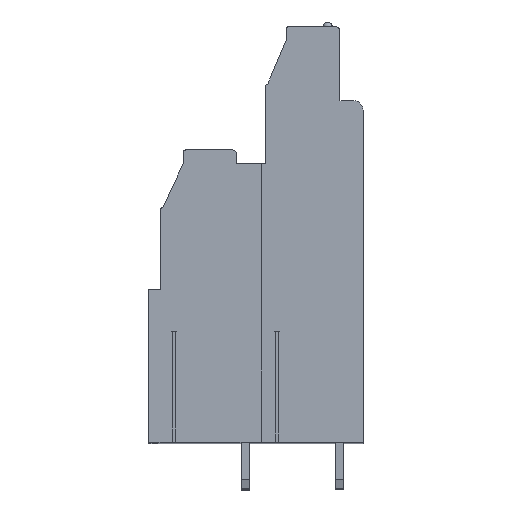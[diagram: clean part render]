
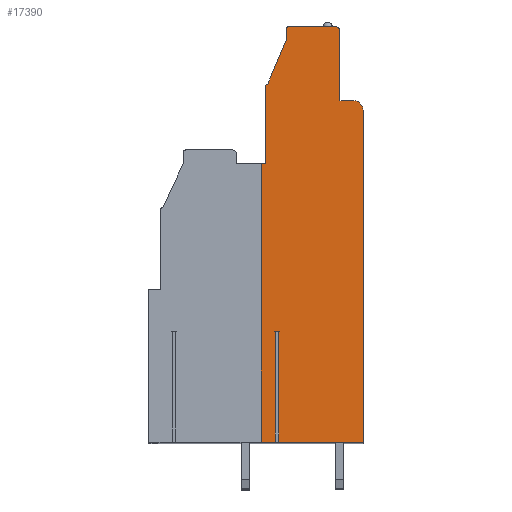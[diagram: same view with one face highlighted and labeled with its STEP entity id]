
A CAD part, top view. The second image highlights one B-rep face of the part: STEP entity #17390.
In plain terms, the highlighted planar face has unit normal (0, 0, 1).
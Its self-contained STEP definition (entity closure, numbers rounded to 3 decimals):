
#13=DIRECTION('',(1.,0.,0.));
#14=VECTOR('',#13,0.38);
#15=CARTESIAN_POINT('',(1.01,-18.05,93.98));
#16=LINE('',#15,#14);
#17=DIRECTION('',(0.,1.,0.));
#18=VECTOR('',#17,11.95);
#19=CARTESIAN_POINT('',(1.01,-30.,93.98));
#20=LINE('',#19,#18);
#21=DIRECTION('',(1.,0.,0.));
#22=VECTOR('',#21,1.51);
#23=CARTESIAN_POINT('',(-0.5,-30.,93.98));
#24=LINE('',#23,#22);
#25=DIRECTION('',(0.,1.,0.));
#26=VECTOR('',#25,30.);
#27=CARTESIAN_POINT('',(-0.5,-30.,93.98));
#28=LINE('',#27,#26);
#29=DIRECTION('',(-1.,0.,0.));
#30=VECTOR('',#29,0.5);
#31=CARTESIAN_POINT('',(0.,0.,93.98));
#32=LINE('',#31,#30);
#33=DIRECTION('',(0.,-1.,0.));
#34=VECTOR('',#33,8.4);
#35=CARTESIAN_POINT('',(0.,8.4,93.98));
#36=LINE('',#35,#34);
#37=CARTESIAN_POINT('',(0.2,8.4,93.98));
#38=DIRECTION('',(0.,0.,1.));
#39=DIRECTION('',(0.,1.,0.));
#40=AXIS2_PLACEMENT_3D('',#37,#38,#39);
#42=DIRECTION('',(-0.392,-0.92,0.));
#43=VECTOR('',#42,5.108);
#44=CARTESIAN_POINT('',(2.2,13.3,93.98));
#45=LINE('',#44,#43);
#46=DIRECTION('',(0.,-1.,0.));
#47=VECTOR('',#46,1.2);
#48=CARTESIAN_POINT('',(2.2,14.5,93.98));
#49=LINE('',#48,#47);
#50=CARTESIAN_POINT('',(2.5,14.5,93.98));
#51=DIRECTION('',(0.,0.,1.));
#52=DIRECTION('',(0.,1.,0.));
#53=AXIS2_PLACEMENT_3D('',#50,#51,#52);
#55=DIRECTION('',(-1.,0.,0.));
#56=VECTOR('',#55,5.);
#57=CARTESIAN_POINT('',(7.5,14.8,93.98));
#58=LINE('',#57,#56);
#59=CARTESIAN_POINT('',(7.5,14.3,93.98));
#60=DIRECTION('',(0.,0.,1.));
#61=DIRECTION('',(1.,0.,0.));
#62=AXIS2_PLACEMENT_3D('',#59,#60,#61);
#64=DIRECTION('',(0.,1.,0.));
#65=VECTOR('',#64,7.5);
#66=CARTESIAN_POINT('',(8.,6.8,93.98));
#67=LINE('',#66,#65);
#68=DIRECTION('',(-1.,0.,0.));
#69=VECTOR('',#68,1.5);
#70=CARTESIAN_POINT('',(9.5,6.8,93.98));
#71=LINE('',#70,#69);
#72=CARTESIAN_POINT('',(9.5,5.8,93.98));
#73=DIRECTION('',(0.,0.,1.));
#74=DIRECTION('',(1.,0.,0.));
#75=AXIS2_PLACEMENT_3D('',#72,#73,#74);
#77=DIRECTION('',(0.,1.,0.));
#78=VECTOR('',#77,35.8);
#79=CARTESIAN_POINT('',(10.5,-30.,93.98));
#80=LINE('',#79,#78);
#81=DIRECTION('',(1.,0.,0.));
#82=VECTOR('',#81,9.11);
#83=CARTESIAN_POINT('',(1.39,-30.,93.98));
#84=LINE('',#83,#82);
#85=DIRECTION('',(0.,1.,0.));
#86=VECTOR('',#85,11.95);
#87=CARTESIAN_POINT('',(1.39,-30.,93.98));
#88=LINE('',#87,#86);
#13371=CARTESIAN_POINT('',(10.5,-30.,93.98));
#13372=CARTESIAN_POINT('',(10.5,5.8,93.98));
#13373=VERTEX_POINT('',#13371);
#13374=VERTEX_POINT('',#13372);
#13375=CARTESIAN_POINT('',(9.5,6.8,93.98));
#13376=VERTEX_POINT('',#13375);
#13377=CARTESIAN_POINT('',(8.,6.8,93.98));
#13378=VERTEX_POINT('',#13377);
#13379=CARTESIAN_POINT('',(8.,14.3,93.98));
#13380=VERTEX_POINT('',#13379);
#13381=CARTESIAN_POINT('',(7.5,14.8,93.98));
#13382=VERTEX_POINT('',#13381);
#13383=CARTESIAN_POINT('',(2.5,14.8,93.98));
#13384=VERTEX_POINT('',#13383);
#13385=CARTESIAN_POINT('',(2.2,14.5,93.98));
#13386=VERTEX_POINT('',#13385);
#13387=CARTESIAN_POINT('',(2.2,13.3,93.98));
#13388=VERTEX_POINT('',#13387);
#13389=CARTESIAN_POINT('',(0.2,8.6,93.98));
#13390=VERTEX_POINT('',#13389);
#13391=CARTESIAN_POINT('',(0.,8.4,93.98));
#13392=VERTEX_POINT('',#13391);
#13393=CARTESIAN_POINT('',(0.,0.,93.98));
#13394=VERTEX_POINT('',#13393);
#13419=CARTESIAN_POINT('',(-0.5,-30.,93.98));
#13420=CARTESIAN_POINT('',(-0.5,0.,93.98));
#13421=VERTEX_POINT('',#13419);
#13422=VERTEX_POINT('',#13420);
#13503=CARTESIAN_POINT('',(1.01,-18.05,93.98));
#13504=CARTESIAN_POINT('',(1.39,-18.05,93.98));
#13505=VERTEX_POINT('',#13503);
#13506=VERTEX_POINT('',#13504);
#13507=CARTESIAN_POINT('',(1.01,-30.,93.98));
#13508=VERTEX_POINT('',#13507);
#13509=CARTESIAN_POINT('',(1.39,-30.,93.98));
#13510=VERTEX_POINT('',#13509);
#17347=CARTESIAN_POINT('',(0.,0.,93.98));
#17348=DIRECTION('',(0.,0.,1.));
#17349=DIRECTION('',(1.,0.,0.));
#17350=AXIS2_PLACEMENT_3D('',#17347,#17348,#17349);
#17351=PLANE('',#17350);
#17353=ORIENTED_EDGE('',*,*,#17352,.F.);
#17355=ORIENTED_EDGE('',*,*,#17354,.F.);
#17357=ORIENTED_EDGE('',*,*,#17356,.F.);
#17359=ORIENTED_EDGE('',*,*,#17358,.T.);
#17361=ORIENTED_EDGE('',*,*,#17360,.F.);
#17363=ORIENTED_EDGE('',*,*,#17362,.F.);
#17365=ORIENTED_EDGE('',*,*,#17364,.F.);
#17367=ORIENTED_EDGE('',*,*,#17366,.F.);
#17369=ORIENTED_EDGE('',*,*,#17368,.F.);
#17371=ORIENTED_EDGE('',*,*,#17370,.F.);
#17373=ORIENTED_EDGE('',*,*,#17372,.F.);
#17375=ORIENTED_EDGE('',*,*,#17374,.F.);
#17377=ORIENTED_EDGE('',*,*,#17376,.F.);
#17379=ORIENTED_EDGE('',*,*,#17378,.F.);
#17381=ORIENTED_EDGE('',*,*,#17380,.F.);
#17383=ORIENTED_EDGE('',*,*,#17382,.F.);
#17385=ORIENTED_EDGE('',*,*,#17384,.F.);
#17387=ORIENTED_EDGE('',*,*,#17386,.T.);
#17388=EDGE_LOOP('',(#17353,#17355,#17357,#17359,#17361,#17363,#17365,#17367,
#17369,#17371,#17373,#17375,#17377,#17379,#17381,#17383,#17385,#17387));
#17389=FACE_OUTER_BOUND('',#17388,.F.);
#41=CIRCLE('',#40,0.2);
#54=CIRCLE('',#53,0.3);
#63=CIRCLE('',#62,0.5);
#76=CIRCLE('',#75,1.);
#17352=EDGE_CURVE('',#13505,#13506,#16,.T.);
#17354=EDGE_CURVE('',#13508,#13505,#20,.T.);
#17356=EDGE_CURVE('',#13421,#13508,#24,.T.);
#17358=EDGE_CURVE('',#13421,#13422,#28,.T.);
#17360=EDGE_CURVE('',#13394,#13422,#32,.T.);
#17362=EDGE_CURVE('',#13392,#13394,#36,.T.);
#17364=EDGE_CURVE('',#13390,#13392,#41,.T.);
#17366=EDGE_CURVE('',#13388,#13390,#45,.T.);
#17368=EDGE_CURVE('',#13386,#13388,#49,.T.);
#17370=EDGE_CURVE('',#13384,#13386,#54,.T.);
#17372=EDGE_CURVE('',#13382,#13384,#58,.T.);
#17374=EDGE_CURVE('',#13380,#13382,#63,.T.);
#17376=EDGE_CURVE('',#13378,#13380,#67,.T.);
#17378=EDGE_CURVE('',#13376,#13378,#71,.T.);
#17380=EDGE_CURVE('',#13374,#13376,#76,.T.);
#17382=EDGE_CURVE('',#13373,#13374,#80,.T.);
#17384=EDGE_CURVE('',#13510,#13373,#84,.T.);
#17386=EDGE_CURVE('',#13510,#13506,#88,.T.);
#17390=ADVANCED_FACE('',(#17389),#17351,.T.);
